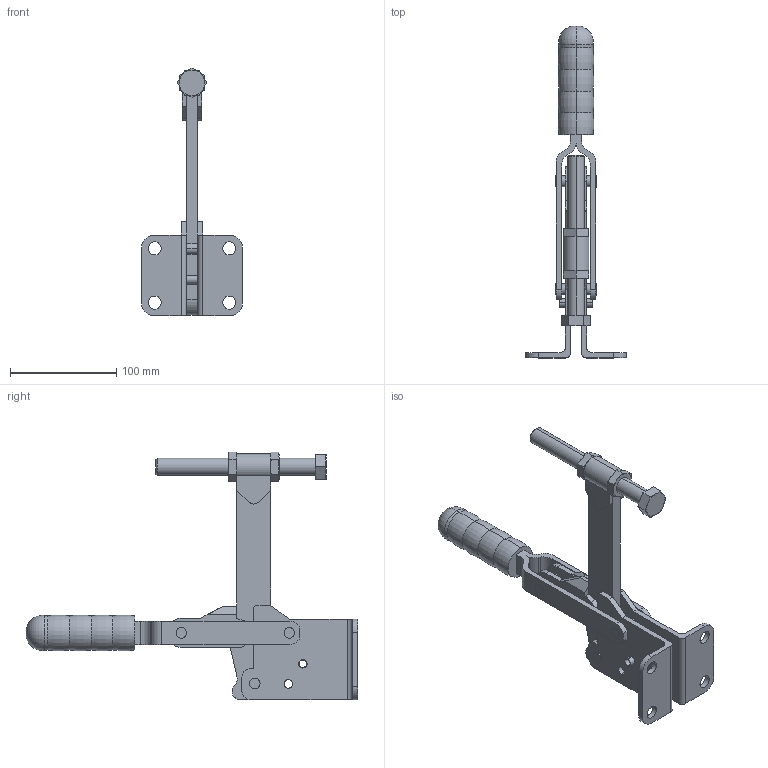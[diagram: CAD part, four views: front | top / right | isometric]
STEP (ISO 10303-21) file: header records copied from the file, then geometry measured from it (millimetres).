
FILE_DESCRIPTION( ( '' ), '1' );
FILE_NAME( 'K0061.0550GESCHLOSSEN.stp', '2012-10-29T15:45:53', ( '' ), ( '' ), ' ', ' ', ' ' );
FILE_SCHEMA( ( 'CONFIG_CONTROL_DESIGN' ) );
Length unit declared in the file: millimetre
Products named in the file (9): 1; 2; 3; 4; 5; 6; 7; 8; 9
Bounding box: 95 x 312 x 233.01 mm (x, y, z)
Volume: 374972.4 mm3; surface area: 129358.8 mm2
Topology: 9 solids, 9 shells, 280 faces, 690 edges, 444 vertices
Faces by surface type: plane 119, cylinder 105, cone 44, torus 12
Entity records: 8722 total; most frequent: CARTESIAN_POINT 1543, DIRECTION 1496, ORIENTED_EDGE 1380, EDGE_CURVE 690, AXIS2_PLACEMENT_3D 577, VERTEX_POINT 444, LINE 342, VECTOR 342
